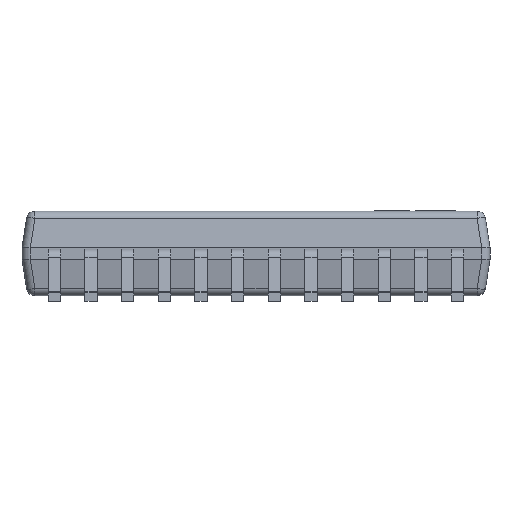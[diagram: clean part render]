
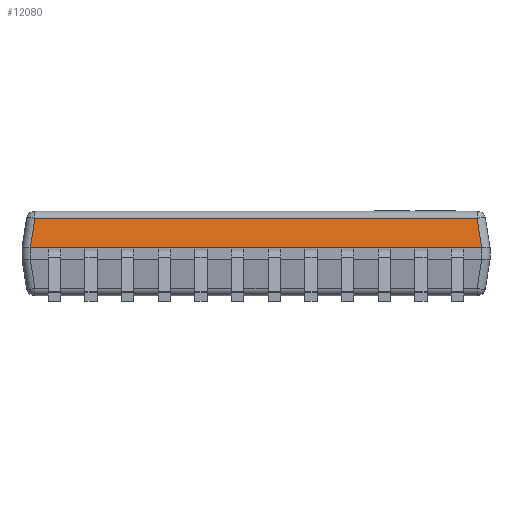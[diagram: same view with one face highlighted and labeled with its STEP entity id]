
A CAD part, front view. The second image highlights one B-rep face of the part: STEP entity #12080.
In plain terms, the highlighted planar face has unit normal (0, -0.988, 0.152).
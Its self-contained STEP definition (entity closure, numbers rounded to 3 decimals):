
#326=ELLIPSE('',#12907,0.986,0.15);
#327=ELLIPSE('',#12908,0.986,0.15);
#404=PLANE('',#12906);
#950=FACE_OUTER_BOUND('',#1756,.T.);
#1756=EDGE_LOOP('',(#8497,#8498,#8499,#8500,#8501,#8502));
#2667=LINE('',#17766,#3987);
#2745=LINE('',#17967,#4065);
#2746=LINE('',#17972,#4066);
#2747=LINE('',#17973,#4067);
#3987=VECTOR('',#14085,1.);
#4065=VECTOR('',#14193,1.);
#4066=VECTOR('',#14198,1.);
#4067=VECTOR('',#14199,1.);
#5604=VERTEX_POINT('',#17764);
#5605=VERTEX_POINT('',#17765);
#5688=VERTEX_POINT('',#17965);
#5689=VERTEX_POINT('',#17966);
#5690=VERTEX_POINT('',#17969);
#5691=VERTEX_POINT('',#17971);
#6641=EDGE_CURVE('',#5604,#5605,#2667,.T.);
#6731=EDGE_CURVE('',#5688,#5689,#2745,.T.);
#6732=EDGE_CURVE('',#5689,#5605,#326,.T.);
#6733=EDGE_CURVE('',#5604,#5690,#327,.T.);
#6734=EDGE_CURVE('',#5690,#5691,#2746,.T.);
#6735=EDGE_CURVE('',#5691,#5688,#2747,.T.);
#8497=ORIENTED_EDGE('',*,*,#6731,.T.);
#8498=ORIENTED_EDGE('',*,*,#6732,.T.);
#8499=ORIENTED_EDGE('',*,*,#6641,.F.);
#8500=ORIENTED_EDGE('',*,*,#6733,.T.);
#8501=ORIENTED_EDGE('',*,*,#6734,.T.);
#8502=ORIENTED_EDGE('',*,*,#6735,.T.);
#12080=ADVANCED_FACE('',(#950),#404,.T.);
#12906=AXIS2_PLACEMENT_3D('',#17964,#14191,#14192);
#12907=AXIS2_PLACEMENT_3D('',#17968,#14194,#14195);
#12908=AXIS2_PLACEMENT_3D('',#17970,#14196,#14197);
#14085=DIRECTION('',(-1.,0.,0.));
#14191=DIRECTION('center_axis',(0.,-0.988,
0.152));
#14192=DIRECTION('ref_axis',(-1.,0.,0.));
#14193=DIRECTION('',(-0.15,-0.15,-0.977));
#14194=DIRECTION('center_axis',(0.,-0.988,
0.152));
#14195=DIRECTION('ref_axis',(0.,-0.152,-0.988));
#14196=DIRECTION('center_axis',(0.,-0.988,
0.152));
#14197=DIRECTION('ref_axis',(0.,-0.152,-0.988));
#14198=DIRECTION('',(-0.15,0.15,0.977));
#14199=DIRECTION('',(-1.,0.,0.));
#17764=CARTESIAN_POINT('',(4.,-2.8,0.95));
#17765=CARTESIAN_POINT('',(-4.,-2.8,0.95));
#17766=CARTESIAN_POINT('',(-4.15,-2.8,0.95));
#17964=CARTESIAN_POINT('Origin',(0.,-2.7,1.6));
#17965=CARTESIAN_POINT('',(-3.921,-2.72,1.473));
#17966=CARTESIAN_POINT('',(-4.002,-2.8,0.95));
#17967=CARTESIAN_POINT('',(-3.814,-2.612,2.173));
#17968=CARTESIAN_POINT('Origin',(-4.,-2.65,1.925));
#17969=CARTESIAN_POINT('',(4.002,-2.8,0.95));
#17970=CARTESIAN_POINT('Origin',(4.,-2.65,1.925));
#17971=CARTESIAN_POINT('',(3.921,-2.72,1.473));
#17972=CARTESIAN_POINT('',(3.814,-2.612,2.173));
#17973=CARTESIAN_POINT('',(0.,-2.72,1.473));
